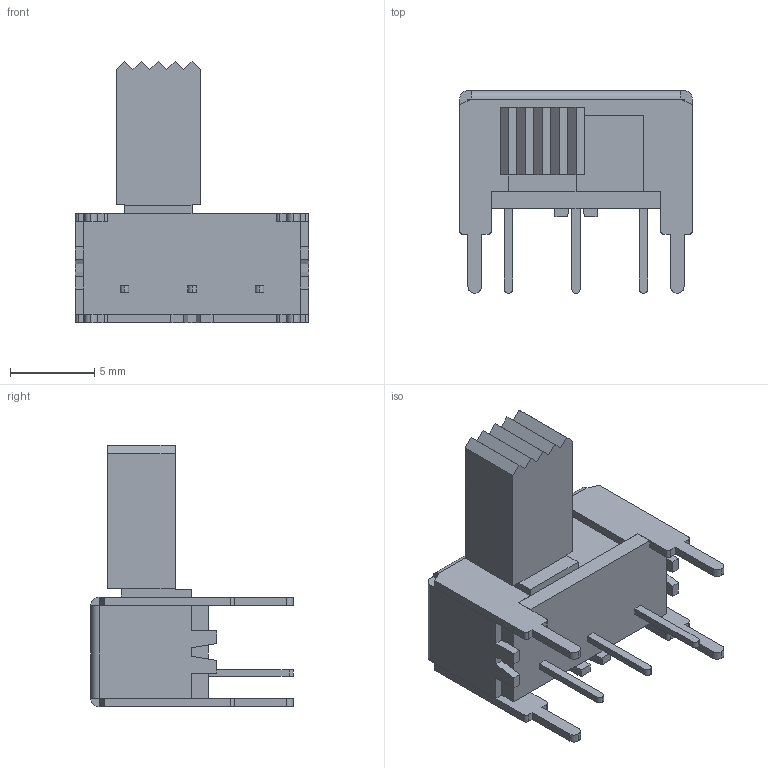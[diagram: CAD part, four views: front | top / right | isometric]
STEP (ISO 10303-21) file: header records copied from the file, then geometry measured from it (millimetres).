
FILE_DESCRIPTION (( 'STEP AP214' ), '1' );
FILE_NAME ('EG1224.STEP', '2025-08-18T01:40:37', ( 'LENOVO' ), ( '' ), 'SwSTEP 2.0', 'SolidWorks 2021', '' );
FILE_SCHEMA (( 'AUTOMOTIVE_DESIGN' ));
Length unit declared in the file: millimetre
Products named in the file (1): EG1224
Bounding box: 13.8 x 12 x 15.5 mm (x, y, z)
Volume: 792.6 mm3; surface area: 1440.8 mm2
Topology: 8 solids, 8 shells, 152 faces, 404 edges, 268 vertices
Faces by surface type: plane 126, cylinder 26
Entity records: 4765 total; most frequent: CARTESIAN_POINT 825, ORIENTED_EDGE 808, DIRECTION 762, EDGE_CURVE 404, LINE 352, VECTOR 352, VERTEX_POINT 268, AXIS2_PLACEMENT_3D 205
